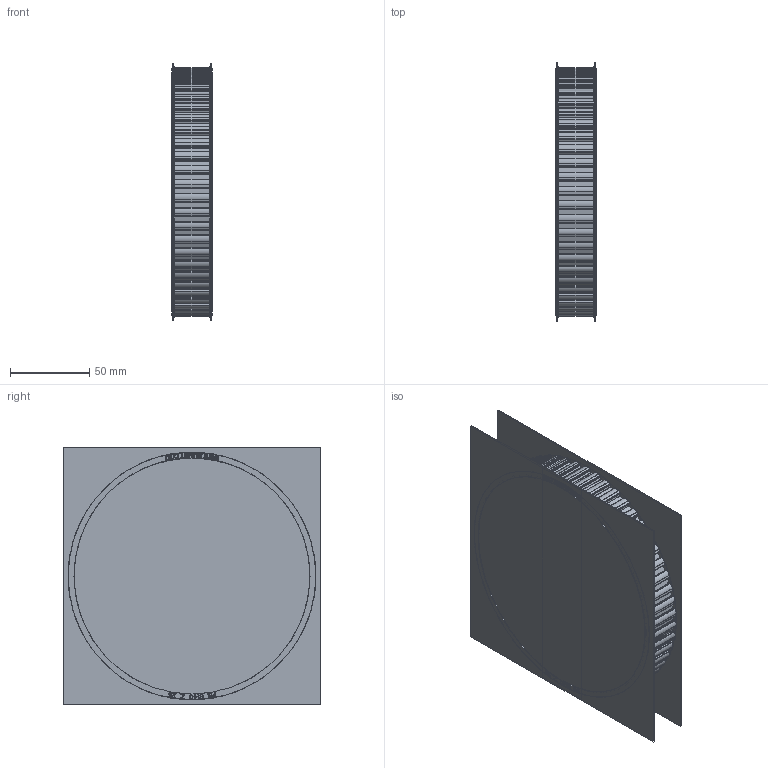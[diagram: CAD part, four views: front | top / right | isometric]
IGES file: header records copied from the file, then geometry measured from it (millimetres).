
Start section:  PTC IGES file: fe8140z25.igs
Global section: file name: fe8140z25.igs; native system: Creo Parametric by Parametric Technology Corporation; preprocessor: 2013150; author: sales 4; organization: Unknown; date: 20140324.142846; units: millimetre
Bounding box: 26 x 162.72 x 162.72 mm (x, y, z)
Volume: 48852.9 mm3; surface area: 648653.5 mm2
Topology: 55 solids, 55 shells, 4080 faces, 21630 edges, 27280 vertices
Faces by surface type: bspline 2340, revolution 1740
